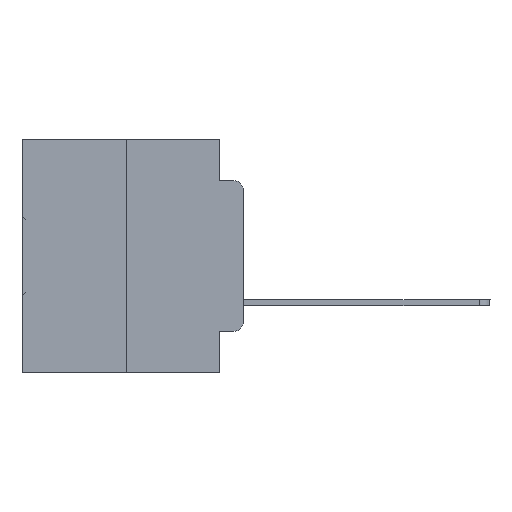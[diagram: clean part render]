
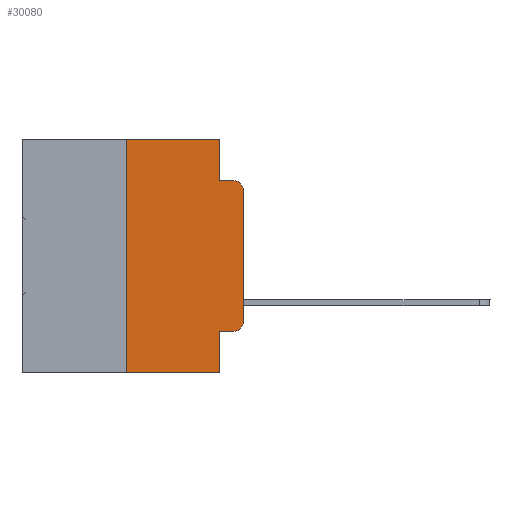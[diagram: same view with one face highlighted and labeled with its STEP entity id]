
A CAD part, left-side view. The second image highlights one B-rep face of the part: STEP entity #30080.
In plain terms, the highlighted planar face has unit normal (-1, 0, 0).
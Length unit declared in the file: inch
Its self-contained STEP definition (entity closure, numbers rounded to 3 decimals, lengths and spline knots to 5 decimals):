
#125 = EDGE_LOOP ( 'NONE', ( #22556, #16631, #3290, #30606, #28781, #475, #14473, #27305, #3083, #17747 ) ) ;
#475 = ORIENTED_EDGE ( 'NONE', *, *, #18303, .F. ) ;
#560 = VECTOR ( 'NONE', #14288, 39.37008 ) ;
#1281 = CARTESIAN_POINT ( 'NONE',  ( 0., 0., -0.1085 ) ) ;
#2509 = CARTESIAN_POINT ( 'NONE',  ( 0., 0.051, 0. ) ) ;
#2541 = LINE ( 'NONE', #14563, #26005 ) ;
#3026 = EDGE_CURVE ( 'NONE', #23198, #33375, #9205, .T. ) ;
#3083 = ORIENTED_EDGE ( 'NONE', *, *, #13188, .T. ) ;
#3290 = ORIENTED_EDGE ( 'NONE', *, *, #25532, .F. ) ;
#4640 = DIRECTION ( 'NONE',  ( 0., 0., 1. ) ) ;
#4697 = AXIS2_PLACEMENT_3D ( 'NONE', #5425, #23534, #10705 ) ;
#5425 = CARTESIAN_POINT ( 'NONE',  ( 0., 0.02, -0.1085 ) ) ;
#5458 = DIRECTION ( 'NONE',  ( 0., 0., -1. ) ) ;
#5562 = CARTESIAN_POINT ( 'NONE',  ( 0., 0.473, 0. ) ) ;
#5589 = EDGE_CURVE ( 'NONE', #12823, #26915, #9034, .T. ) ;
#7085 = LINE ( 'NONE', #2509, #23314 ) ;
#7330 = CARTESIAN_POINT ( 'NONE',  ( 0., 0.473, 0. ) ) ;
#7398 = LINE ( 'NONE', #8649, #560 ) ;
#8167 = DIRECTION ( 'NONE',  ( 1., 0., 0. ) ) ;
#8649 = CARTESIAN_POINT ( 'NONE',  ( 0., 0.051, -0.4115 ) ) ;
#9034 = LINE ( 'NONE', #15033, #22415 ) ;
#9205 = LINE ( 'NONE', #9690, #12457 ) ;
#9374 = CARTESIAN_POINT ( 'NONE',  ( 0., 0.051, -0.5 ) ) ;
#9690 = CARTESIAN_POINT ( 'NONE',  ( 0., 0., 0. ) ) ;
#9834 = DIRECTION ( 'NONE',  ( 0., 0., -1. ) ) ;
#10315 = VERTEX_POINT ( 'NONE', #25636 ) ;
#10705 = DIRECTION ( 'NONE',  ( 0., 0., -1. ) ) ;
#10737 = CARTESIAN_POINT ( 'NONE',  ( 0., 0., -0.3915 ) ) ;
#11424 = DIRECTION ( 'NONE',  ( -1., 0., 0. ) ) ;
#11767 = EDGE_CURVE ( 'NONE', #18893, #10315, #7085, .T. ) ;
#11886 = CARTESIAN_POINT ( 'NONE',  ( 0., 0.02, -0.3915 ) ) ;
#12075 = VECTOR ( 'NONE', #17910, 39.37008 ) ;
#12440 = VERTEX_POINT ( 'NONE', #16860 ) ;
#12457 = VECTOR ( 'NONE', #4640, 39.37008 ) ;
#12823 = VERTEX_POINT ( 'NONE', #27802 ) ;
#13188 = EDGE_CURVE ( 'NONE', #32867, #26330, #7398, .T. ) ;
#13550 = VERTEX_POINT ( 'NONE', #17799 ) ;
#14288 = DIRECTION ( 'NONE',  ( 0., -1., 0. ) ) ;
#14473 = ORIENTED_EDGE ( 'NONE', *, *, #5589, .T. ) ;
#14563 = CARTESIAN_POINT ( 'NONE',  ( 0., 0.051, -0.0885 ) ) ;
#15033 = CARTESIAN_POINT ( 'NONE',  ( 0., 0.473, -0.5 ) ) ;
#15918 = CARTESIAN_POINT ( 'NONE',  ( 0., 0.051, 0. ) ) ;
#16018 = LINE ( 'NONE', #29134, #17639 ) ;
#16136 = CIRCLE ( 'NONE', #4697, 0.02 ) ;
#16631 = ORIENTED_EDGE ( 'NONE', *, *, #16687, .T. ) ;
#16687 = EDGE_CURVE ( 'NONE', #33375, #13550, #16136, .T. ) ;
#16860 = CARTESIAN_POINT ( 'NONE',  ( 0., 0.25, 0. ) ) ;
#16955 = LINE ( 'NONE', #7330, #12075 ) ;
#17639 = VECTOR ( 'NONE', #21333, 39.37008 ) ;
#17747 = ORIENTED_EDGE ( 'NONE', *, *, #28647, .T. ) ;
#17799 = CARTESIAN_POINT ( 'NONE',  ( 0., 0.02, -0.0885 ) ) ;
#17910 = DIRECTION ( 'NONE',  ( 0., -1., 0. ) ) ;
#18303 = EDGE_CURVE ( 'NONE', #12823, #12440, #16018, .T. ) ;
#18893 = VERTEX_POINT ( 'NONE', #15918 ) ;
#21089 = PLANE ( 'NONE',  #23703 ) ;
#21333 = DIRECTION ( 'NONE',  ( 0., 0., 1. ) ) ;
#21799 = EDGE_CURVE ( 'NONE', #12440, #18893, #16955, .T. ) ;
#22072 = DIRECTION ( 'NONE',  ( 0., 0., -1. ) ) ;
#22415 = VECTOR ( 'NONE', #33085, 39.37008 ) ;
#22556 = ORIENTED_EDGE ( 'NONE', *, *, #3026, .T. ) ;
#23198 = VERTEX_POINT ( 'NONE', #10737 ) ;
#23314 = VECTOR ( 'NONE', #9834, 39.37008 ) ;
#23534 = DIRECTION ( 'NONE',  ( -1., 0., 0. ) ) ;
#23703 = AXIS2_PLACEMENT_3D ( 'NONE', #5562, #8167, #5458 ) ;
#24089 = DIRECTION ( 'NONE',  ( 0., 0., -1. ) ) ;
#24398 = CARTESIAN_POINT ( 'NONE',  ( 0., 0.02, -0.4115 ) ) ;
#24734 = EDGE_CURVE ( 'NONE', #32867, #26915, #28140, .T. ) ;
#25182 = CARTESIAN_POINT ( 'NONE',  ( 0., 0.051, -0.4115 ) ) ;
#25532 = EDGE_CURVE ( 'NONE', #10315, #13550, #2541, .T. ) ;
#25636 = CARTESIAN_POINT ( 'NONE',  ( 0., 0.051, -0.0885 ) ) ;
#26005 = VECTOR ( 'NONE', #32603, 39.37008 ) ;
#26330 = VERTEX_POINT ( 'NONE', #24398 ) ;
#26915 = VERTEX_POINT ( 'NONE', #9374 ) ;
#27305 = ORIENTED_EDGE ( 'NONE', *, *, #24734, .F. ) ;
#27802 = CARTESIAN_POINT ( 'NONE',  ( 0., 0.25, -0.5 ) ) ;
#28140 = LINE ( 'NONE', #29508, #32106 ) ;
#28166 = FACE_OUTER_BOUND ( 'NONE', #125, .T. ) ;
#28226 = AXIS2_PLACEMENT_3D ( 'NONE', #11886, #11424, #22072 ) ;
#28647 = EDGE_CURVE ( 'NONE', #26330, #23198, #31093, .T. ) ;
#28781 = ORIENTED_EDGE ( 'NONE', *, *, #21799, .F. ) ;
#29134 = CARTESIAN_POINT ( 'NONE',  ( 0., 0.25, 0. ) ) ;
#29508 = CARTESIAN_POINT ( 'NONE',  ( 0., 0.051, 0. ) ) ;
#30080 = ADVANCED_FACE ( 'NONE', ( #28166 ), #21089, .F. ) ;
#30606 = ORIENTED_EDGE ( 'NONE', *, *, #11767, .F. ) ;
#31093 = CIRCLE ( 'NONE', #28226, 0.02 ) ;
#32106 = VECTOR ( 'NONE', #24089, 39.37008 ) ;
#32603 = DIRECTION ( 'NONE',  ( 0., -1., 0. ) ) ;
#32867 = VERTEX_POINT ( 'NONE', #25182 ) ;
#33085 = DIRECTION ( 'NONE',  ( 0., -1., 0. ) ) ;
#33375 = VERTEX_POINT ( 'NONE', #1281 ) ;
